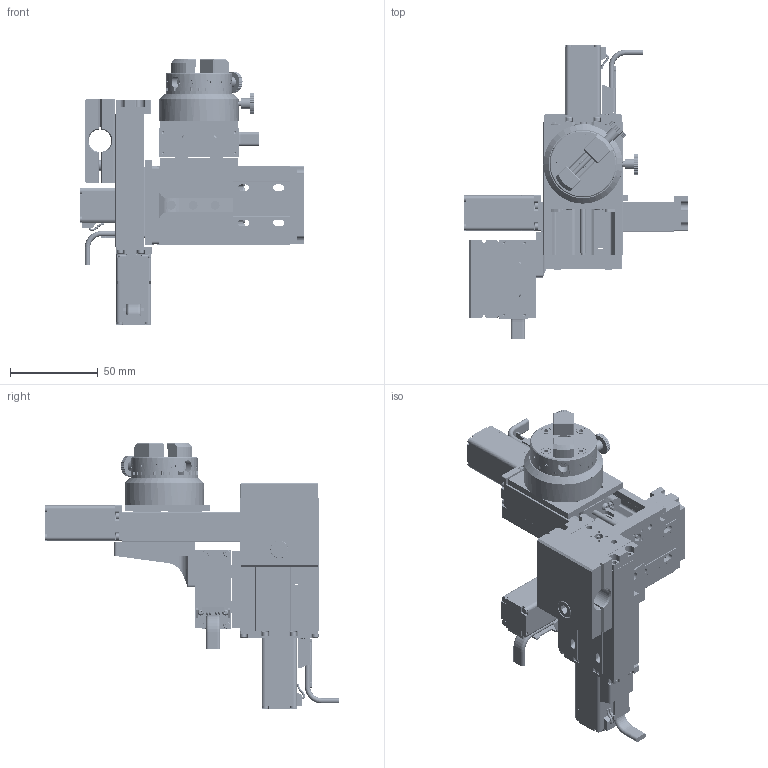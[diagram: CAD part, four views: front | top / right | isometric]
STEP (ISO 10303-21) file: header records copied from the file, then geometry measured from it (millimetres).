
FILE_DESCRIPTION (( 'STEP AP214' ), '1' );
FILE_NAME ('M-LSM-T4A_M-LSM025A025A025ALHP-T4A_M-LSM025A025A025ALHP-T4A.step', '2021-12-15T20:40:06', ( '' ), ( '' ), 'SwSTEP 2.0', 'SolidWorks 2019', '' );
FILE_SCHEMA (( 'AUTOMOTIVE_DESIGN' ));
Length unit declared in the file: millimetre
Products named in the file (1): M-LSM-T4A_M-LSM025A025A025ALHP-T4A_M-LSM025A025A025ALHP-T4A
Bounding box: 128 x 167.58 x 151.05 mm (x, y, z)
Volume: 303620.3 mm3; surface area: 194344.3 mm2
Topology: 176 solids, 176 shells, 7893 faces, 20150 edges, 12835 vertices
Faces by surface type: plane 3388, cylinder 3199, cone 869, bspline 331, torus 82, sphere 24
Entity records: 367087 total; most frequent: CARTESIAN_POINT 84843, DIRECTION 41013, ORIENTED_EDGE 40040, EDGE_CURVE 20020, AXIS2_PLACEMENT_3D 15160, VERTEX_POINT 12835, VECTOR 10693, LINE 10693
